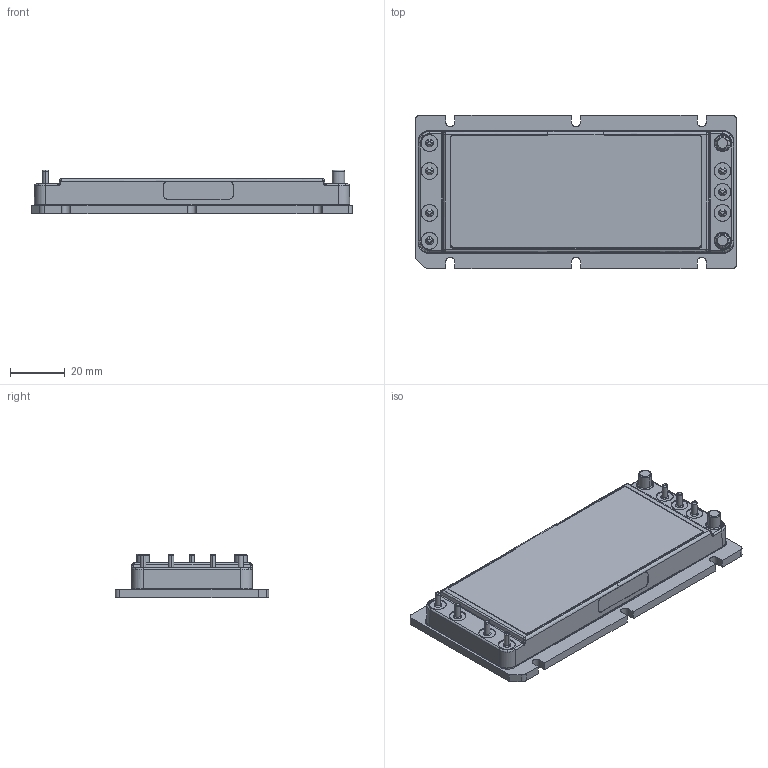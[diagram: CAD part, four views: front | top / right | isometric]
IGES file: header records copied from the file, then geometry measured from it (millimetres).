
Start section: SolidWorks IGES file using analytic representation for surfaces
Global section: file name: 37205r1-VxxAxxxxxxBGP.igs; native system: SolidWorks 2011; preprocessor: SolidWorks 2011; author: kkamath; date: 110322.121003; units: inch
Bounding box: 116.84 x 55.88 x 16 mm (x, y, z)
Surface area: 18760.1 mm2 (no closed solid volume)
Topology: 0 solids, 0 shells, 287 faces, 3023 edges, 3023 vertices
Faces by surface type: bspline 165, revolution 122
